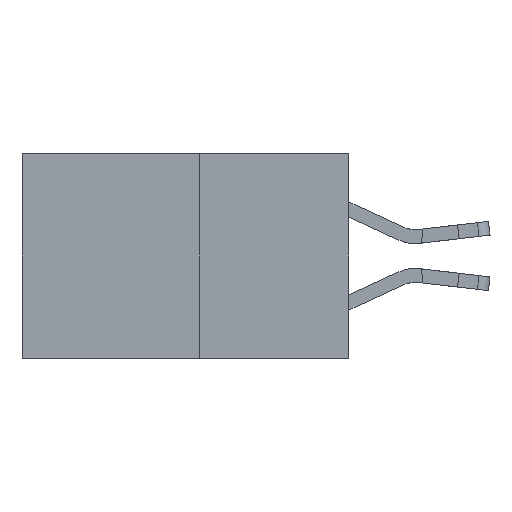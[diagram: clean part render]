
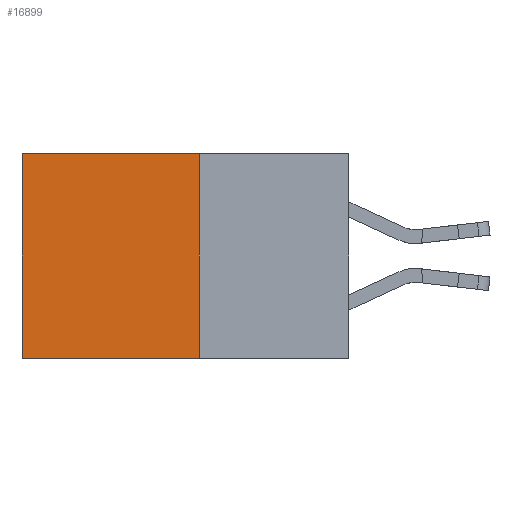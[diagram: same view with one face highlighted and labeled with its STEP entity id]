
A CAD part, left-side view. The second image highlights one B-rep face of the part: STEP entity #16899.
In plain terms, the highlighted planar face has unit normal (-1, 0, 0).
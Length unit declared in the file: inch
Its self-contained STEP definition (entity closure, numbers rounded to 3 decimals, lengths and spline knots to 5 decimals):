
#141 = LINE ( 'NONE', #16842, #17758 ) ;
#280 = LINE ( 'NONE', #11223, #7457 ) ;
#416 = DIRECTION ( 'NONE',  ( 1., 0., 0. ) ) ;
#537 = DIRECTION ( 'NONE',  ( 0., 0., -1. ) ) ;
#681 = CARTESIAN_POINT ( 'NONE',  ( 0.277, 0.27, 0. ) ) ;
#1102 = ORIENTED_EDGE ( 'NONE', *, *, #15545, .T. ) ;
#1120 = VERTEX_POINT ( 'NONE', #681 ) ;
#1745 = CARTESIAN_POINT ( 'NONE',  ( 0.277, 0.27, -0.37 ) ) ;
#2270 = CARTESIAN_POINT ( 'NONE',  ( 0.277, 0.27, -0.37 ) ) ;
#2613 = VECTOR ( 'NONE', #11705, 39.37008 ) ;
#3555 = VECTOR ( 'NONE', #15920, 39.37008 ) ;
#4923 = EDGE_LOOP ( 'NONE', ( #15205, #8272, #15600, #1102 ) ) ;
#5098 = AXIS2_PLACEMENT_3D ( 'NONE', #15833, #416, #10423 ) ;
#5209 = VERTEX_POINT ( 'NONE', #16263 ) ;
#6472 = FACE_OUTER_BOUND ( 'NONE', #4923, .T. ) ;
#7457 = VECTOR ( 'NONE', #12619, 39.37008 ) ;
#8226 = VERTEX_POINT ( 'NONE', #9469 ) ;
#8272 = ORIENTED_EDGE ( 'NONE', *, *, #11671, .F. ) ;
#8983 = PLANE ( 'NONE',  #5098 ) ;
#9469 = CARTESIAN_POINT ( 'NONE',  ( 0.277, 0.59, -0.37 ) ) ;
#10423 = DIRECTION ( 'NONE',  ( 0., 0., -1. ) ) ;
#10469 = EDGE_CURVE ( 'NONE', #1120, #17623, #280, .T. ) ;
#11223 = CARTESIAN_POINT ( 'NONE',  ( 0.277, 0.27, -0.37 ) ) ;
#11671 = EDGE_CURVE ( 'NONE', #17623, #8226, #13860, .T. ) ;
#11705 = DIRECTION ( 'NONE',  ( 0., 1., 0. ) ) ;
#11860 = CARTESIAN_POINT ( 'NONE',  ( 0.277, 0.27, 0. ) ) ;
#12619 = DIRECTION ( 'NONE',  ( 0., 0., -1. ) ) ;
#13860 = LINE ( 'NONE', #1745, #2613 ) ;
#15190 = LINE ( 'NONE', #11860, #3555 ) ;
#15205 = ORIENTED_EDGE ( 'NONE', *, *, #15330, .T. ) ;
#15330 = EDGE_CURVE ( 'NONE', #5209, #8226, #141, .T. ) ;
#15545 = EDGE_CURVE ( 'NONE', #1120, #5209, #15190, .T. ) ;
#15600 = ORIENTED_EDGE ( 'NONE', *, *, #10469, .F. ) ;
#15833 = CARTESIAN_POINT ( 'NONE',  ( 0.277, 0.27, -0.37 ) ) ;
#15920 = DIRECTION ( 'NONE',  ( 0., 1., 0. ) ) ;
#16263 = CARTESIAN_POINT ( 'NONE',  ( 0.277, 0.59, 0. ) ) ;
#16842 = CARTESIAN_POINT ( 'NONE',  ( 0.277, 0.59, -0.37 ) ) ;
#16899 = ADVANCED_FACE ( 'NONE', ( #6472 ), #8983, .F. ) ;
#17623 = VERTEX_POINT ( 'NONE', #2270 ) ;
#17758 = VECTOR ( 'NONE', #537, 39.37008 ) ;
